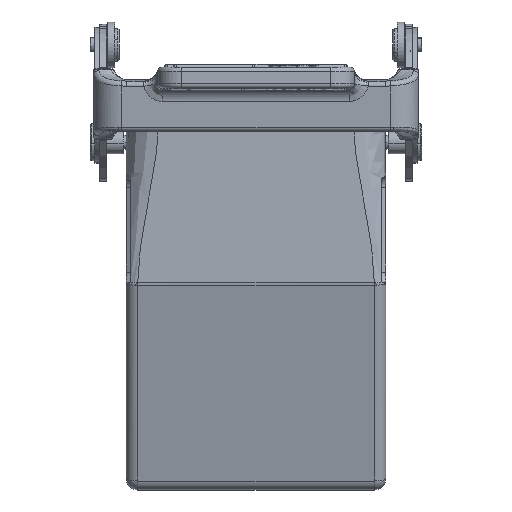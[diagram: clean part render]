
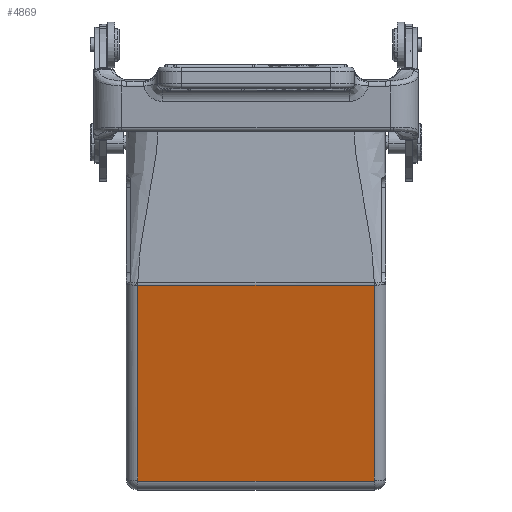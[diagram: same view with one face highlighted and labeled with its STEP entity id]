
A CAD part, left-side view. The second image highlights one B-rep face of the part: STEP entity #4869.
In plain terms, the highlighted planar face has unit normal (-0.973, 0, -0.232).
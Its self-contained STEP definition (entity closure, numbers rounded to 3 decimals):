
#4869=ADVANCED_FACE('',(#7244),#5796,.T.);
#5796=PLANE('',#31566);
#7244=FACE_OUTER_BOUND('',#9004,.T.);
#9004=EDGE_LOOP('',(#16622,#16623,#16624,#16625));
#16622=ORIENTED_EDGE('',*,*,#24712,.T.);
#16623=ORIENTED_EDGE('',*,*,#24713,.T.);
#16624=ORIENTED_EDGE('',*,*,#24714,.T.);
#16625=ORIENTED_EDGE('',*,*,#24702,.T.);
#20592=VERTEX_POINT('',#56311);
#20594=VERTEX_POINT('',#56316);
#20598=VERTEX_POINT('',#56351);
#20599=VERTEX_POINT('',#56355);
#24702=EDGE_CURVE('',#20592,#20594,#27032,.T.);
#24712=EDGE_CURVE('',#20594,#20598,#27035,.T.);
#24713=EDGE_CURVE('',#20598,#20599,#27036,.T.);
#24714=EDGE_CURVE('',#20599,#20592,#27037,.T.);
#27032=LINE('',#56317,#29167);
#27035=LINE('',#56352,#29170);
#27036=LINE('',#56354,#29171);
#27037=LINE('',#56356,#29172);
#29167=VECTOR('',#37604,1.);
#29170=VECTOR('',#37623,1.);
#29171=VECTOR('',#37626,1.);
#29172=VECTOR('',#37627,1.);
#31566=AXIS2_PLACEMENT_3D('',#56357,#37628,#37629);
#37604=DIRECTION('',(0.,-1.,0.));
#37623=DIRECTION('',(-0.232,0.,0.973));
#37626=DIRECTION('',(0.,1.,0.));
#37627=DIRECTION('',(0.232,0.,-0.973));
#37628=DIRECTION('',(-0.973,0.,-0.232));
#37629=DIRECTION('',(-0.232,0.,0.973));
#56311=CARTESIAN_POINT('',(-30.958,25.25,-77.08));
#56316=CARTESIAN_POINT('',(-30.958,-25.25,-77.08));
#56317=CARTESIAN_POINT('',(-30.958,25.25,-77.08));
#56351=CARTESIAN_POINT('',(-40.932,-25.25,-35.286));
#56352=CARTESIAN_POINT('',(-30.958,-25.25,-77.08));
#56354=CARTESIAN_POINT('',(-40.932,-25.25,-35.286));
#56355=CARTESIAN_POINT('',(-40.932,25.25,-35.286));
#56356=CARTESIAN_POINT('',(-40.932,25.25,-35.286));
#56357=CARTESIAN_POINT('',(-30.5,-28.,-79.));
